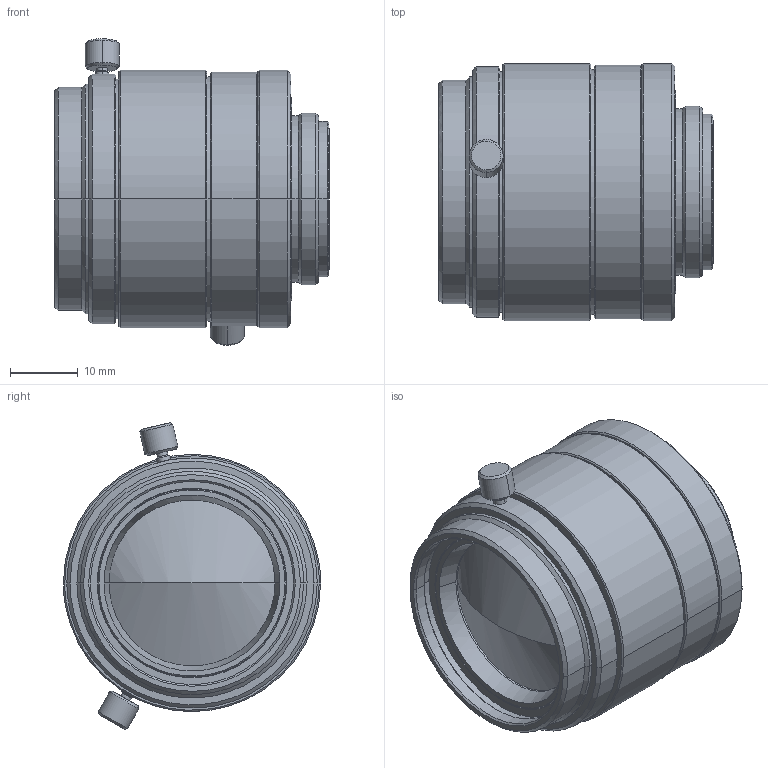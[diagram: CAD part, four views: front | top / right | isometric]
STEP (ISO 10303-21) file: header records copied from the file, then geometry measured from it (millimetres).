
FILE_DESCRIPTION ((), '1');
FILE_NAME ('O-C4-S-35-14.stp', '2016-05-25T17:09:49', ('Unknown'), ('Unknown'), 'HarmonyWare STEP v1.7.11', 'HarmonyWare Translators', '');
FILE_SCHEMA (('CONFIG_CONTROL_DESIGN'));
Length unit declared in the file: millimetre
Products named in the file (1): O-C4-S-35-14
Bounding box: 40.52 x 38 x 45.29 mm (x, y, z)
Volume: 36876.8 mm3; surface area: 7909.9 mm2
Topology: 1 solids, 1 shells, 120 faces, 238 edges, 138 vertices
Faces by surface type: bspline 120
Entity records: 4569 total; most frequent: CARTESIAN_POINT 3100, ORIENTED_EDGE 476, EDGE_CURVE 238, VERTEX_POINT 138, EDGE_LOOP 138, FACE_OUTER_BOUND 120, ADVANCED_FACE 120, B_SPLINE_CURVE_WITH_KNOTS 102
